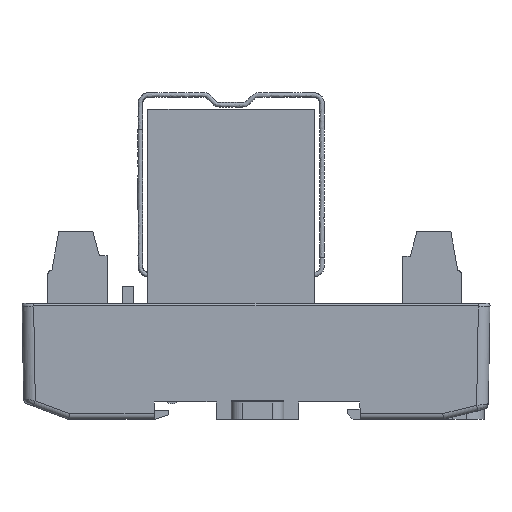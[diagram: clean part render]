
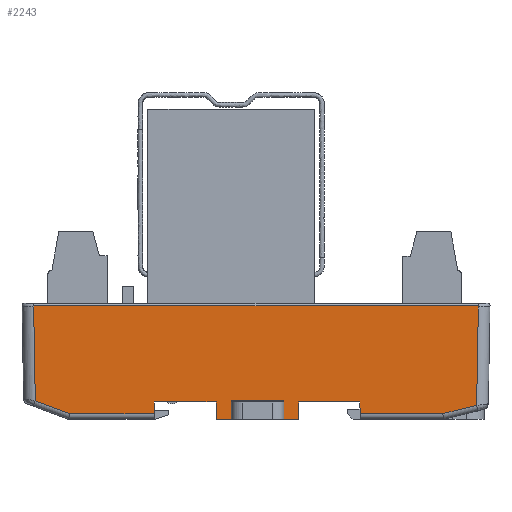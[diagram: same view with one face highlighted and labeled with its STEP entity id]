
A CAD part, front view. The second image highlights one B-rep face of the part: STEP entity #2243.
In plain terms, the highlighted planar face has unit normal (0, -1, -0.018).
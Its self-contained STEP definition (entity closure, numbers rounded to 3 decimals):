
#1473=FACE_OUTER_BOUND('',#4519,.T.);
#2243=ADVANCED_FACE('',(#1473),#3113,.T.);
#3113=PLANE('',#17016);
#4519=EDGE_LOOP('',(#6082,#6083,#6084,#6085,#6086,#6087,#6088,#6089,#6090,
#6091,#6092,#6093,#6094,#6095,#6096,#6097,#6098,#6099));
#6082=ORIENTED_EDGE('',*,*,#11796,.T.);
#6083=ORIENTED_EDGE('',*,*,#11797,.T.);
#6084=ORIENTED_EDGE('',*,*,#11565,.F.);
#6085=ORIENTED_EDGE('',*,*,#11509,.F.);
#6086=ORIENTED_EDGE('',*,*,#11784,.F.);
#6087=ORIENTED_EDGE('',*,*,#11772,.F.);
#6088=ORIENTED_EDGE('',*,*,#11604,.T.);
#6089=ORIENTED_EDGE('',*,*,#11786,.F.);
#6090=ORIENTED_EDGE('',*,*,#11600,.T.);
#6091=ORIENTED_EDGE('',*,*,#11768,.F.);
#6092=ORIENTED_EDGE('',*,*,#11789,.T.);
#6093=ORIENTED_EDGE('',*,*,#11499,.F.);
#6094=ORIENTED_EDGE('',*,*,#11706,.F.);
#6095=ORIENTED_EDGE('',*,*,#11798,.T.);
#6096=ORIENTED_EDGE('',*,*,#11799,.T.);
#6097=ORIENTED_EDGE('',*,*,#11800,.T.);
#6098=ORIENTED_EDGE('',*,*,#11801,.T.);
#6099=ORIENTED_EDGE('',*,*,#11802,.T.);
#10011=VERTEX_POINT('',#22379);
#10012=VERTEX_POINT('',#22381);
#10021=VERTEX_POINT('',#22399);
#10022=VERTEX_POINT('',#22401);
#10074=VERTEX_POINT('',#22514);
#10104=VERTEX_POINT('',#22582);
#10105=VERTEX_POINT('',#22584);
#10107=VERTEX_POINT('',#22590);
#10108=VERTEX_POINT('',#22592);
#10193=VERTEX_POINT('',#22806);
#10230=VERTEX_POINT('',#22928);
#10231=VERTEX_POINT('',#22932);
#10234=VERTEX_POINT('',#22986);
#10235=VERTEX_POINT('',#22987);
#10236=VERTEX_POINT('',#22990);
#10237=VERTEX_POINT('',#22992);
#10238=VERTEX_POINT('',#22994);
#10239=VERTEX_POINT('',#22996);
#11499=EDGE_CURVE('',#10011,#10012,#13668,.T.);
#11509=EDGE_CURVE('',#10021,#10022,#13676,.T.);
#11565=EDGE_CURVE('',#10022,#10074,#13730,.T.);
#11600=EDGE_CURVE('',#10105,#10104,#13761,.T.);
#11604=EDGE_CURVE('',#10108,#10107,#13765,.T.);
#11706=EDGE_CURVE('',#10193,#10011,#13850,.T.);
#11768=EDGE_CURVE('',#10230,#10104,#13902,.T.);
#11772=EDGE_CURVE('',#10108,#10231,#13905,.T.);
#11784=EDGE_CURVE('',#10231,#10021,#13913,.T.);
#11786=EDGE_CURVE('',#10105,#10107,#13915,.T.);
#11789=EDGE_CURVE('',#10230,#10012,#13918,.T.);
#11796=EDGE_CURVE('',#10234,#10235,#13925,.T.);
#11797=EDGE_CURVE('',#10235,#10074,#13926,.T.);
#11798=EDGE_CURVE('',#10193,#10236,#13927,.T.);
#11799=EDGE_CURVE('',#10236,#10237,#13928,.T.);
#11800=EDGE_CURVE('',#10237,#10238,#13929,.T.);
#11801=EDGE_CURVE('',#10238,#10239,#13930,.T.);
#11802=EDGE_CURVE('',#10239,#10234,#13931,.T.);
#13668=LINE('',#22380,#15337);
#13676=LINE('',#22400,#15345);
#13730=LINE('',#22513,#15399);
#13761=LINE('',#22583,#15430);
#13765=LINE('',#22591,#15434);
#13850=LINE('',#22805,#15519);
#13902=LINE('',#22929,#15571);
#13905=LINE('',#22937,#15574);
#13913=LINE('',#22961,#15582);
#13915=LINE('',#22965,#15584);
#13918=LINE('',#22970,#15587);
#13925=LINE('',#22985,#15594);
#13926=LINE('',#22988,#15595);
#13927=LINE('',#22989,#15596);
#13928=LINE('',#22991,#15597);
#13929=LINE('',#22993,#15598);
#13930=LINE('',#22995,#15599);
#13931=LINE('',#22997,#15600);
#15337=VECTOR('',#18161,1.);
#15345=VECTOR('',#18173,1.);
#15399=VECTOR('',#18241,1.);
#15430=VECTOR('',#18288,1.);
#15434=VECTOR('',#18294,1.);
#15519=VECTOR('',#18435,1.);
#15571=VECTOR('',#18555,1.);
#15574=VECTOR('',#18562,1.);
#15582=VECTOR('',#18602,1.);
#15584=VECTOR('',#18608,1.);
#15587=VECTOR('',#18615,1.);
#15594=VECTOR('',#18638,1.);
#15595=VECTOR('',#18639,1.);
#15596=VECTOR('',#18640,1.);
#15597=VECTOR('',#18641,1.);
#15598=VECTOR('',#18642,1.);
#15599=VECTOR('',#18643,1.);
#15600=VECTOR('',#18644,1.);
#17016=AXIS2_PLACEMENT_3D('',#22998,#18645,#18646);
#18161=DIRECTION('',(-1.,0.,0.));
#18173=DIRECTION('',(-1.,0.,0.));
#18241=DIRECTION('',(0.,0.017,-1.));
#18288=DIRECTION('',(0.,0.017,-1.));
#18294=DIRECTION('',(0.,-0.017,1.));
#18435=DIRECTION('',(-0.017,-0.017,1.));
#18555=DIRECTION('',(-1.,0.,0.));
#18562=DIRECTION('',(-1.,0.,0.));
#18602=DIRECTION('',(-0.035,-0.017,0.999));
#18608=DIRECTION('',(-1.,0.,0.));
#18615=DIRECTION('',(0.035,-0.017,0.999));
#18638=DIRECTION('',(0.936,0.006,-0.351));
#18639=DIRECTION('',(1.,0.,0.));
#18640=DIRECTION('',(1.,0.,0.));
#18641=DIRECTION('',(0.97,-0.004,0.243));
#18642=DIRECTION('',(0.017,-0.017,1.));
#18643=DIRECTION('',(-1.,0.,0.));
#18644=DIRECTION('',(0.017,0.017,-1.));
#18645=DIRECTION('',(0.,-1.,-0.017));
#18646=DIRECTION('',(0.,0.017,-1.));
#22379=CARTESIAN_POINT('',(-234.479,-76.27,-6.544));
#22380=CARTESIAN_POINT('',(-252.328,-76.27,-6.544));
#22381=CARTESIAN_POINT('',(-244.965,-76.27,-6.544));
#22399=CARTESIAN_POINT('',(-259.175,-76.27,-6.544));
#22400=CARTESIAN_POINT('',(-252.328,-76.27,-6.544));
#22401=CARTESIAN_POINT('',(-269.811,-76.27,-6.544));
#22513=CARTESIAN_POINT('',(-269.811,-76.566,10.458));
#22514=CARTESIAN_POINT('',(-269.811,-76.234,-8.562));
#22582=CARTESIAN_POINT('',(-247.52,-76.217,-9.544));
#22583=CARTESIAN_POINT('',(-247.52,-76.566,10.458));
#22584=CARTESIAN_POINT('',(-247.52,-76.274,-6.26));
#22590=CARTESIAN_POINT('',(-256.62,-76.274,-6.26));
#22591=CARTESIAN_POINT('',(-256.62,-76.566,10.458));
#22592=CARTESIAN_POINT('',(-256.62,-76.217,-9.544));
#22805=CARTESIAN_POINT('',(-234.494,-76.285,-5.666));
#22806=CARTESIAN_POINT('',(-234.444,-76.234,-8.562));
#22928=CARTESIAN_POINT('',(-245.07,-76.217,-9.544));
#22929=CARTESIAN_POINT('',(-252.07,-76.217,-9.544));
#22932=CARTESIAN_POINT('',(-259.07,-76.217,-9.544));
#22937=CARTESIAN_POINT('',(-252.07,-76.217,-9.544));
#22961=CARTESIAN_POINT('',(-259.759,-76.562,10.199));
#22965=CARTESIAN_POINT('',(-461.515,-76.274,-6.26));
#22970=CARTESIAN_POINT('',(-245.076,-76.214,-9.719));
#22985=CARTESIAN_POINT('',(-262.533,-76.091,-16.745));
#22986=CARTESIAN_POINT('',(-290.244,-76.273,-6.354));
#22987=CARTESIAN_POINT('',(-284.356,-76.234,-8.562));
#22988=CARTESIAN_POINT('',(-252.328,-76.234,-8.562));
#22989=CARTESIAN_POINT('',(-252.328,-76.234,-8.562));
#22990=CARTESIAN_POINT('',(-220.242,-76.234,-8.562));
#22991=CARTESIAN_POINT('',(-245.963,-76.122,-14.992));
#22992=CARTESIAN_POINT('',(-214.425,-76.26,-7.107));
#22993=CARTESIAN_POINT('',(-214.118,-76.567,10.491));
#22994=CARTESIAN_POINT('',(-214.128,-76.557,9.947));
#22995=CARTESIAN_POINT('',(-252.328,-76.557,9.947));
#22996=CARTESIAN_POINT('',(-290.529,-76.557,9.947));
#22997=CARTESIAN_POINT('',(-290.526,-76.555,9.792));
#22998=CARTESIAN_POINT('',(-252.328,-76.566,10.458));
